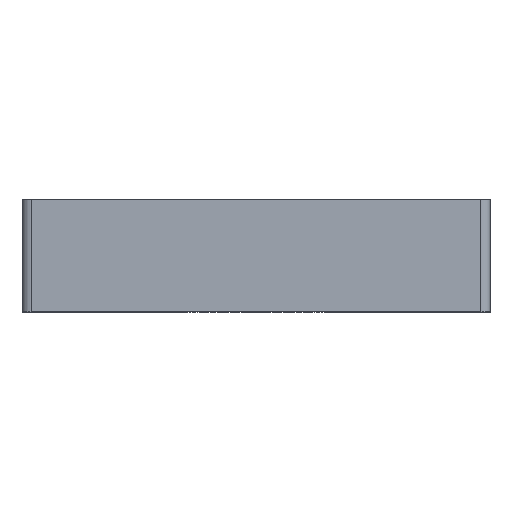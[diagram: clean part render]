
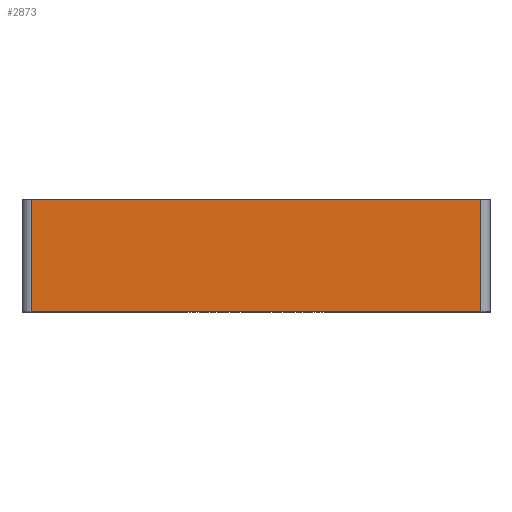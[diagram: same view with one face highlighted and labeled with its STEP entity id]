
A CAD part, top view. The second image highlights one B-rep face of the part: STEP entity #2873.
In plain terms, the highlighted planar face has unit normal (0, 0, 1).
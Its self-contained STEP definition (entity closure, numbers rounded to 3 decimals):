
#2860=AXIS2_PLACEMENT_3D('Plane Axis2P3D',#2857,#2858,#2859) ;
#2199=CARTESIAN_POINT('Vertex',(0.5,6.,43.4)) ;
#2202=CARTESIAN_POINT('Line Origine',(12.5,6.,43.4)) ;
#2206=CARTESIAN_POINT('Vertex',(24.5,6.,43.4)) ;
#2499=CARTESIAN_POINT('Vertex',(24.5,0.,43.4)) ;
#2502=CARTESIAN_POINT('Line Origine',(12.5,0.,43.4)) ;
#2506=CARTESIAN_POINT('Vertex',(0.5,0.,43.4)) ;
#2845=CARTESIAN_POINT('Line Origine',(0.5,6.,43.4)) ;
#2857=CARTESIAN_POINT('Axis2P3D Location',(0.5,6.,43.4)) ;
#2862=CARTESIAN_POINT('Line Origine',(24.5,3.,43.4)) ;
#2203=DIRECTION('Vector Direction',(1.,0.,0.)) ;
#2503=DIRECTION('Vector Direction',(1.,0.,0.)) ;
#2846=DIRECTION('Vector Direction',(0.,1.,0.)) ;
#2858=DIRECTION('Axis2P3D Direction',(0.,0.,-1.)) ;
#2859=DIRECTION('Axis2P3D XDirection',(-1.,0.,0.)) ;
#2863=DIRECTION('Vector Direction',(0.,-1.,0.)) ;
#2204=VECTOR('Line Direction',#2203,1.) ;
#2504=VECTOR('Line Direction',#2503,1.) ;
#2847=VECTOR('Line Direction',#2846,1.) ;
#2864=VECTOR('Line Direction',#2863,1.) ;
#2868=ORIENTED_EDGE('',*,*,#2508,.T.) ;
#2869=ORIENTED_EDGE('',*,*,#2866,.F.) ;
#2870=ORIENTED_EDGE('',*,*,#2208,.F.) ;
#2871=ORIENTED_EDGE('',*,*,#2849,.T.) ;
#2873=ADVANCED_FACE('_ZQV 35/2 1739700000',(#2872),#2861,.F.) ;
#2208=EDGE_CURVE('',#2200,#2207,#2205,.T.) ;
#2508=EDGE_CURVE('',#2507,#2500,#2505,.T.) ;
#2849=EDGE_CURVE('',#2200,#2507,#2848,.F.) ;
#2866=EDGE_CURVE('',#2207,#2500,#2865,.T.) ;
#2867=EDGE_LOOP('',(#2868,#2869,#2870,#2871)) ;
#2872=FACE_OUTER_BOUND('',#2867,.T.) ;
#2205=LINE('Line',#2202,#2204) ;
#2505=LINE('Line',#2502,#2504) ;
#2848=LINE('Line',#2845,#2847) ;
#2865=LINE('Line',#2862,#2864) ;
#2861=PLANE('',#2860) ;
#2200=VERTEX_POINT('',#2199) ;
#2207=VERTEX_POINT('',#2206) ;
#2500=VERTEX_POINT('',#2499) ;
#2507=VERTEX_POINT('',#2506) ;
